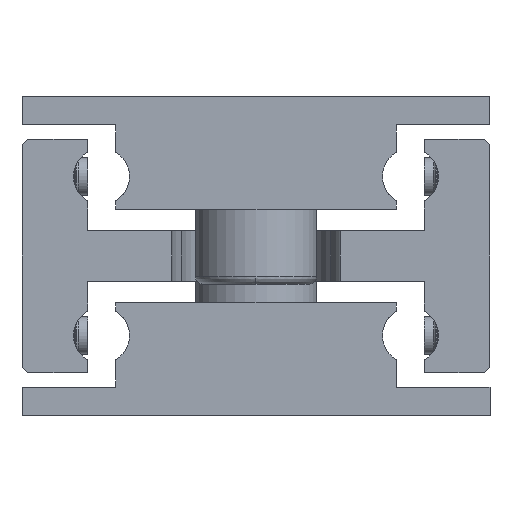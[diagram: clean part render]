
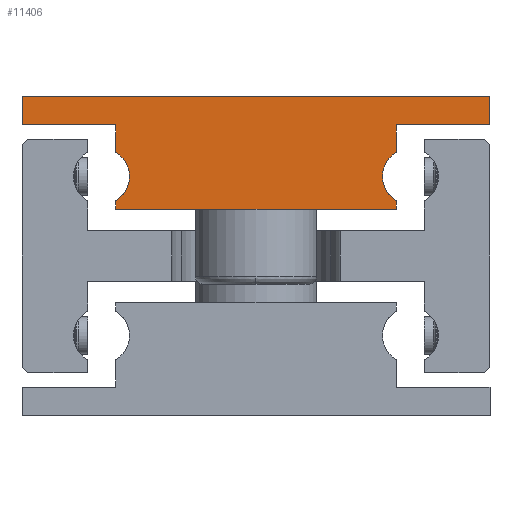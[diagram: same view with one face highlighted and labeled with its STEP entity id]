
A CAD part, front view. The second image highlights one B-rep face of the part: STEP entity #11406.
In plain terms, the highlighted planar face has unit normal (0, -1, 0).
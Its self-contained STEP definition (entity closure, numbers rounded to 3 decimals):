
#11175=CARTESIAN_POINT('',(15.0,-200.0,2.598));
#11176=VERTEX_POINT('',#11175);
#11183=CARTESIAN_POINT('',(13.5,-200.0,0.));
#11184=VERTEX_POINT('',#11183);
#11185=CARTESIAN_POINT('',(16.5,-200.0,0.0));
#11186=DIRECTION('',(0.0,1.0,0.0));
#11187=DIRECTION('',(1.0,0.0,0.0));
#11188=AXIS2_PLACEMENT_3D('',#11185,#11186,#11187);
#11189=CIRCLE('',#11188,3.0);
#11190=EDGE_CURVE('',#11184,#11176,#11189,.T.);
#11228=CARTESIAN_POINT('',(-13.5,-200.0,0.));
#11229=VERTEX_POINT('',#11228);
#11236=CARTESIAN_POINT('',(-15.0,-200.0,2.598));
#11237=VERTEX_POINT('',#11236);
#11238=CARTESIAN_POINT('',(-16.5,-200.0,0.0));
#11239=DIRECTION('',(0.0,1.0,0.0));
#11240=DIRECTION('',(1.0,0.0,0.0));
#11241=AXIS2_PLACEMENT_3D('',#11238,#11239,#11240);
#11242=CIRCLE('',#11241,3.0);
#11243=EDGE_CURVE('',#11237,#11229,#11242,.T.);
#11295=CARTESIAN_POINT('',(0.,-200.0,3.952));
#11296=DIRECTION('',(0.0,1.0,0.0));
#11297=DIRECTION('',(0.0,0.0,1.0));
#11298=AXIS2_PLACEMENT_3D('',#11295,#11296,#11297);
#11299=PLANE('',#11298);
#11300=CARTESIAN_POINT('',(15.0,-200.0,-2.598));
#11301=VERTEX_POINT('',#11300);
#11302=CARTESIAN_POINT('',(16.5,-200.0,0.0));
#11303=DIRECTION('',(0.0,1.0,0.0));
#11304=DIRECTION('',(1.0,0.0,0.0));
#11305=AXIS2_PLACEMENT_3D('',#11302,#11303,#11304);
#11306=CIRCLE('',#11305,3.0);
#11307=EDGE_CURVE('',#11301,#11184,#11306,.T.);
#11308=ORIENTED_EDGE('',*,*,#11307,.T.);
#11309=ORIENTED_EDGE('',*,*,#11190,.T.);
#11310=CARTESIAN_POINT('',(15.0,-200.0,5.5));
#11311=VERTEX_POINT('',#11310);
#11312=CARTESIAN_POINT('',(15.0,-200.0,5.5));
#11313=DIRECTION('',(0.0,0.0,-1.0));
#11314=VECTOR('',#11313,2.902);
#11315=LINE('',#11312,#11314);
#11316=EDGE_CURVE('',#11311,#11176,#11315,.T.);
#11317=ORIENTED_EDGE('',*,*,#11316,.F.);
#11318=CARTESIAN_POINT('',(25.,-200.0,5.5));
#11319=VERTEX_POINT('',#11318);
#11320=CARTESIAN_POINT('',(25.,-200.0,5.5));
#11321=DIRECTION('',(-1.0,0.0,0.0));
#11322=VECTOR('',#11321,10.);
#11323=LINE('',#11320,#11322);
#11324=EDGE_CURVE('',#11319,#11311,#11323,.T.);
#11325=ORIENTED_EDGE('',*,*,#11324,.F.);
#11326=CARTESIAN_POINT('',(25.,-200.0,8.5));
#11327=VERTEX_POINT('',#11326);
#11328=CARTESIAN_POINT('',(25.,-200.0,8.5));
#11329=DIRECTION('',(0.0,0.0,-1.0));
#11330=VECTOR('',#11329,3.);
#11331=LINE('',#11328,#11330);
#11332=EDGE_CURVE('',#11327,#11319,#11331,.T.);
#11333=ORIENTED_EDGE('',*,*,#11332,.F.);
#11334=CARTESIAN_POINT('',(-25.,-200.0,8.5));
#11335=VERTEX_POINT('',#11334);
#11336=CARTESIAN_POINT('',(-25.,-200.0,8.5));
#11337=DIRECTION('',(1.0,0.0,0.0));
#11338=VECTOR('',#11337,50.);
#11339=LINE('',#11336,#11338);
#11340=EDGE_CURVE('',#11335,#11327,#11339,.T.);
#11341=ORIENTED_EDGE('',*,*,#11340,.F.);
#11342=CARTESIAN_POINT('',(-25.,-200.0,5.5));
#11343=VERTEX_POINT('',#11342);
#11344=CARTESIAN_POINT('',(-25.,-200.0,5.5));
#11345=DIRECTION('',(0.0,0.0,1.0));
#11346=VECTOR('',#11345,3.0);
#11347=LINE('',#11344,#11346);
#11348=EDGE_CURVE('',#11343,#11335,#11347,.T.);
#11349=ORIENTED_EDGE('',*,*,#11348,.F.);
#11350=CARTESIAN_POINT('',(-15.,-200.0,5.5));
#11351=VERTEX_POINT('',#11350);
#11352=CARTESIAN_POINT('',(-15.,-200.0,5.5));
#11353=DIRECTION('',(-1.0,0.0,0.0));
#11354=VECTOR('',#11353,10.0);
#11355=LINE('',#11352,#11354);
#11356=EDGE_CURVE('',#11351,#11343,#11355,.T.);
#11357=ORIENTED_EDGE('',*,*,#11356,.F.);
#11358=CARTESIAN_POINT('',(-15.0,-200.0,2.598));
#11359=DIRECTION('',(0.0,0.0,1.0));
#11360=VECTOR('',#11359,2.902);
#11361=LINE('',#11358,#11360);
#11362=EDGE_CURVE('',#11237,#11351,#11361,.T.);
#11363=ORIENTED_EDGE('',*,*,#11362,.F.);
#11364=ORIENTED_EDGE('',*,*,#11243,.T.);
#11365=CARTESIAN_POINT('',(-15.0,-200.0,-2.598));
#11366=VERTEX_POINT('',#11365);
#11367=CARTESIAN_POINT('',(-16.5,-200.0,0.0));
#11368=DIRECTION('',(0.0,1.0,0.0));
#11369=DIRECTION('',(1.0,0.0,0.0));
#11370=AXIS2_PLACEMENT_3D('',#11367,#11368,#11369);
#11371=CIRCLE('',#11370,3.0);
#11372=EDGE_CURVE('',#11229,#11366,#11371,.T.);
#11373=ORIENTED_EDGE('',*,*,#11372,.T.);
#11374=CARTESIAN_POINT('',(-15.0,-200.0,-3.5));
#11375=VERTEX_POINT('',#11374);
#11376=CARTESIAN_POINT('',(-15.0,-200.0,-3.5));
#11377=DIRECTION('',(0.0,0.0,1.0));
#11378=VECTOR('',#11377,0.902);
#11379=LINE('',#11376,#11378);
#11380=EDGE_CURVE('',#11375,#11366,#11379,.T.);
#11381=ORIENTED_EDGE('',*,*,#11380,.F.);
#11382=CARTESIAN_POINT('',(0.,-200.0,-3.5));
#11383=VERTEX_POINT('',#11382);
#11384=CARTESIAN_POINT('',(0.,-200.0,-3.5));
#11385=DIRECTION('',(-1.0,0.0,0.0));
#11386=VECTOR('',#11385,15.0);
#11387=LINE('',#11384,#11386);
#11388=EDGE_CURVE('',#11383,#11375,#11387,.T.);
#11389=ORIENTED_EDGE('',*,*,#11388,.F.);
#11390=CARTESIAN_POINT('',(15.0,-200.0,-3.5));
#11391=VERTEX_POINT('',#11390);
#11392=CARTESIAN_POINT('',(15.0,-200.0,-3.5));
#11393=DIRECTION('',(-1.0,0.0,0.0));
#11394=VECTOR('',#11393,15.0);
#11395=LINE('',#11392,#11394);
#11396=EDGE_CURVE('',#11391,#11383,#11395,.T.);
#11397=ORIENTED_EDGE('',*,*,#11396,.F.);
#11398=CARTESIAN_POINT('',(15.0,-200.0,-2.598));
#11399=DIRECTION('',(0.0,0.0,-1.0));
#11400=VECTOR('',#11399,0.902);
#11401=LINE('',#11398,#11400);
#11402=EDGE_CURVE('',#11301,#11391,#11401,.T.);
#11403=ORIENTED_EDGE('',*,*,#11402,.F.);
#11404=EDGE_LOOP('',(#11308,#11309,#11317,#11325,#11333,#11341,#11349,#11357,#11363,#11364,#11373,#11381,#11389,#11397,#11403));
#11405=FACE_OUTER_BOUND('',#11404,.T.);
#11406=ADVANCED_FACE('',(#11405),#11299,.F.);
